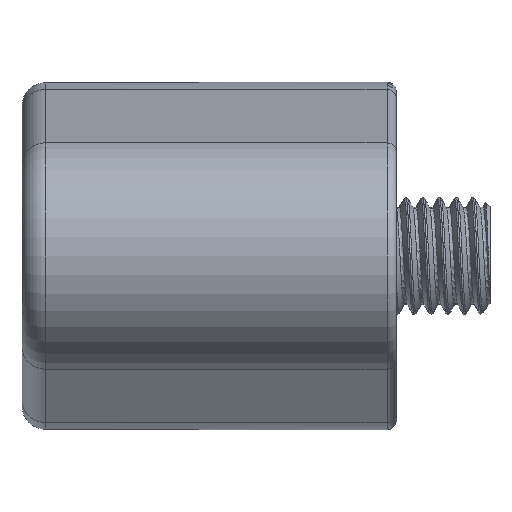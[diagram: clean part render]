
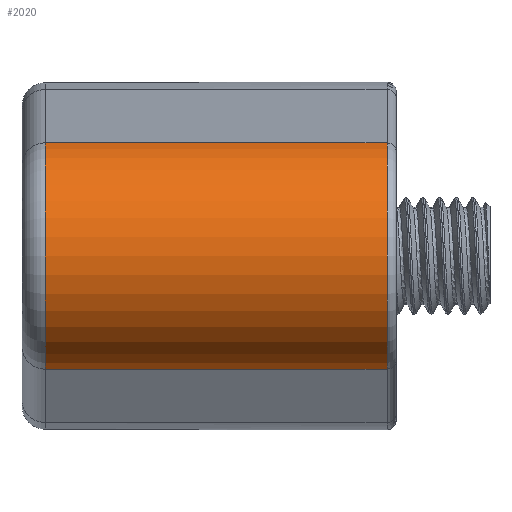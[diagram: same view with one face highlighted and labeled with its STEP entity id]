
A CAD part, left-side view. The second image highlights one B-rep face of the part: STEP entity #2020.
In plain terms, the highlighted cylindrical face has radius 6.35 mm (diameter 12.7 mm), a partial arc.
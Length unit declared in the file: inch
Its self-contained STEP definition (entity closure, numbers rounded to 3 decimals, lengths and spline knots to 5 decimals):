
#84=CYLINDRICAL_SURFACE('',#2276,0.25);
#195=LINE('',#3467,#318);
#197=LINE('',#3471,#320);
#318=VECTOR('',#2766,0.3937);
#320=VECTOR('',#2770,0.3937);
#513=FACE_OUTER_BOUND('',#653,.T.);
#653=EDGE_LOOP('',(#1591,#1592,#1593,#1594));
#797=CIRCLE('',#2270,0.25);
#800=CIRCLE('',#2277,0.25);
#948=VERTEX_POINT('',#3444);
#950=VERTEX_POINT('',#3453);
#953=VERTEX_POINT('',#3466);
#954=VERTEX_POINT('',#3470);
#1177=EDGE_CURVE('',#948,#950,#797,.T.);
#1182=EDGE_CURVE('',#953,#950,#195,.T.);
#1184=EDGE_CURVE('',#954,#948,#197,.T.);
#1185=EDGE_CURVE('',#953,#954,#800,.T.);
#1591=ORIENTED_EDGE('',*,*,#1177,.F.);
#1592=ORIENTED_EDGE('',*,*,#1184,.F.);
#1593=ORIENTED_EDGE('',*,*,#1185,.F.);
#1594=ORIENTED_EDGE('',*,*,#1182,.T.);
#2020=ADVANCED_FACE('',(#513),#84,.T.);
#2270=AXIS2_PLACEMENT_3D('',#3457,#2752,#2753);
#2276=AXIS2_PLACEMENT_3D('',#3469,#2768,#2769);
#2277=AXIS2_PLACEMENT_3D('',#3472,#2771,#2772);
#2752=DIRECTION('center_axis',(0.,-1.,0.));
#2753=DIRECTION('ref_axis',(-1.,0.,0.));
#2766=DIRECTION('',(0.,-1.,0.));
#2768=DIRECTION('center_axis',(0.,-1.,0.));
#2769=DIRECTION('ref_axis',(-0.254,0.,-0.967));
#2770=DIRECTION('',(0.,-1.,0.));
#2771=DIRECTION('center_axis',(0.,1.,0.));
#2772=DIRECTION('ref_axis',(-1.,0.,0.));
#3444=CARTESIAN_POINT('',(-1.19634,0.0142,0.24183));
#3453=CARTESIAN_POINT('',(-1.19634,0.0142,-0.24183));
#3457=CARTESIAN_POINT('Origin',(-1.13295,0.0142,0.));
#3466=CARTESIAN_POINT('',(-1.19634,0.7442,-0.24183));
#3467=CARTESIAN_POINT('',(-1.19634,0.7942,-0.24183));
#3469=CARTESIAN_POINT('Origin',(-1.13295,0.7942,0.));
#3470=CARTESIAN_POINT('',(-1.19634,0.7442,0.24183));
#3471=CARTESIAN_POINT('',(-1.19634,0.7942,0.24183));
#3472=CARTESIAN_POINT('Origin',(-1.13295,0.7442,0.));
